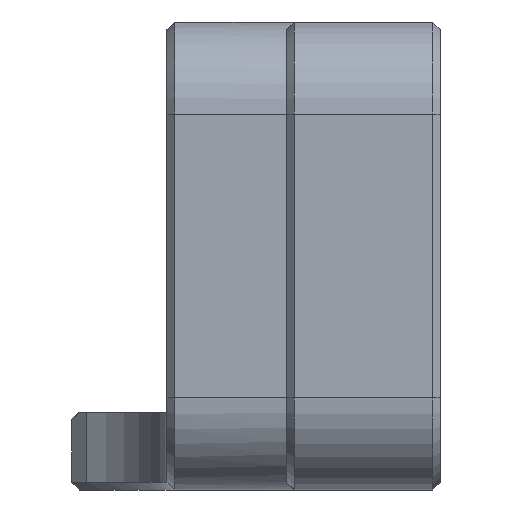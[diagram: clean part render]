
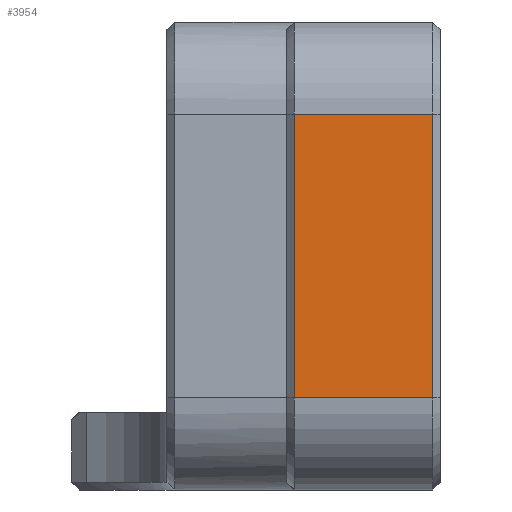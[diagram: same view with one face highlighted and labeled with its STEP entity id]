
A CAD part, left-side view. The second image highlights one B-rep face of the part: STEP entity #3954.
In plain terms, the highlighted planar face has unit normal (-1, 0, 0).
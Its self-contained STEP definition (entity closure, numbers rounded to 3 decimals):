
#5 = VECTOR ( 'NONE', #2109, 1000. ) ;
#22 = VECTOR ( 'NONE', #1669, 1000. ) ;
#174 = ORIENTED_EDGE ( 'NONE', *, *, #2946, .T. ) ;
#307 = FACE_OUTER_BOUND ( 'NONE', #3237, .T. ) ;
#393 = EDGE_CURVE ( 'NONE', #3660, #1510, #2288, .T. ) ;
#505 = CARTESIAN_POINT ( 'NONE',  ( -47.625, 12., -7.62 ) ) ;
#524 = PLANE ( 'NONE',  #1500 ) ;
#599 = CARTESIAN_POINT ( 'NONE',  ( -47.625, 0.25, -7.62 ) ) ;
#1039 = CARTESIAN_POINT ( 'NONE',  ( -47.625, 12., 4.62 ) ) ;
#1450 = CARTESIAN_POINT ( 'NONE',  ( -47.625, 0.25, 4.62 ) ) ;
#1468 = VECTOR ( 'NONE', #3584, 1000. ) ;
#1500 = AXIS2_PLACEMENT_3D ( 'NONE', #505, #2670, #1598 ) ;
#1510 = VERTEX_POINT ( 'NONE', #1450 ) ;
#1598 = DIRECTION ( 'NONE',  ( 0., 0., -1. ) ) ;
#1669 = DIRECTION ( 'NONE',  ( 0., 0., 1. ) ) ;
#1764 = VECTOR ( 'NONE', #4014, 1000. ) ;
#2109 = DIRECTION ( 'NONE',  ( 0., 1., 0. ) ) ;
#2144 = CARTESIAN_POINT ( 'NONE',  ( -47.625, 4.75, 4.62 ) ) ;
#2288 = LINE ( 'NONE', #599, #22 ) ;
#2396 = LINE ( 'NONE', #3184, #1468 ) ;
#2543 = CARTESIAN_POINT ( 'NONE',  ( -47.625, 12., -4.62 ) ) ;
#2569 = ORIENTED_EDGE ( 'NONE', *, *, #4747, .T. ) ;
#2585 = VERTEX_POINT ( 'NONE', #2144 ) ;
#2670 = DIRECTION ( 'NONE',  ( 1., 0., 0. ) ) ;
#2946 = EDGE_CURVE ( 'NONE', #2585, #3202, #2396, .T. ) ;
#3057 = EDGE_CURVE ( 'NONE', #3202, #3660, #3683, .T. ) ;
#3087 = CARTESIAN_POINT ( 'NONE',  ( -47.625, 0.25, -4.62 ) ) ;
#3184 = CARTESIAN_POINT ( 'NONE',  ( -47.625, 4.75, -4.62 ) ) ;
#3202 = VERTEX_POINT ( 'NONE', #3867 ) ;
#3237 = EDGE_LOOP ( 'NONE', ( #4088, #3552, #2569, #174 ) ) ;
#3552 = ORIENTED_EDGE ( 'NONE', *, *, #393, .T. ) ;
#3584 = DIRECTION ( 'NONE',  ( 0., 0., -1. ) ) ;
#3610 = LINE ( 'NONE', #1039, #5 ) ;
#3660 = VERTEX_POINT ( 'NONE', #3087 ) ;
#3683 = LINE ( 'NONE', #2543, #1764 ) ;
#3867 = CARTESIAN_POINT ( 'NONE',  ( -47.625, 4.75, -4.62 ) ) ;
#3954 = ADVANCED_FACE ( 'NONE', ( #307 ), #524, .F. ) ;
#4014 = DIRECTION ( 'NONE',  ( 0., -1., 0. ) ) ;
#4088 = ORIENTED_EDGE ( 'NONE', *, *, #3057, .T. ) ;
#4747 = EDGE_CURVE ( 'NONE', #1510, #2585, #3610, .T. ) ;
